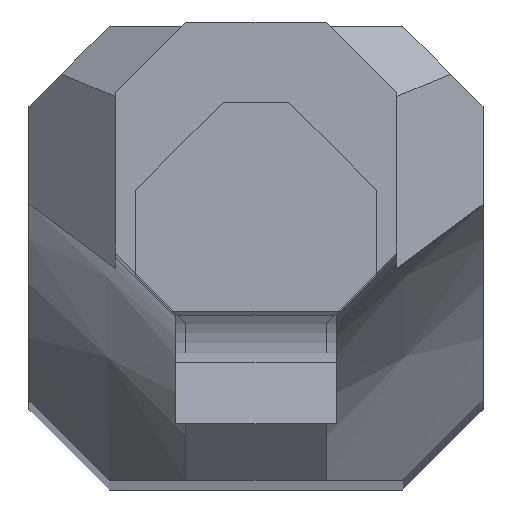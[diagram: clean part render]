
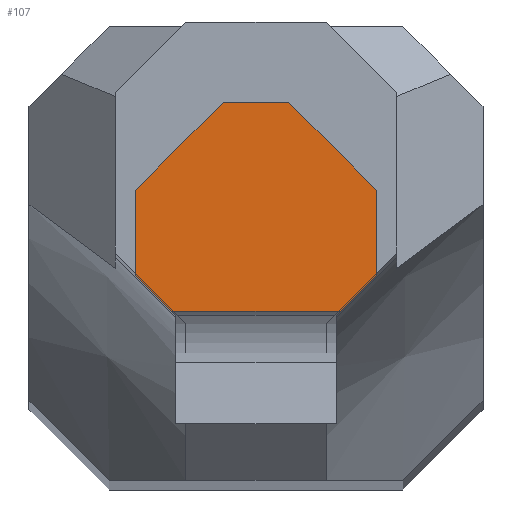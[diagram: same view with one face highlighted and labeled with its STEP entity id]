
A CAD part, top view. The second image highlights one B-rep face of the part: STEP entity #107.
In plain terms, the highlighted planar face has unit normal (0, 0, 1).
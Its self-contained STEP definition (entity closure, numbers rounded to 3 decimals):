
#107=ADVANCED_FACE('',(#210),#158,.T.);
#158=PLANE('',#1064);
#210=FACE_OUTER_BOUND('',#263,.T.);
#263=EDGE_LOOP('',(#505,#506,#507,#508,#509,#510,#511,#512));
#505=ORIENTED_EDGE('',*,*,#763,.T.);
#506=ORIENTED_EDGE('',*,*,#745,.T.);
#507=ORIENTED_EDGE('',*,*,#744,.F.);
#508=ORIENTED_EDGE('',*,*,#764,.T.);
#509=ORIENTED_EDGE('',*,*,#765,.F.);
#510=ORIENTED_EDGE('',*,*,#766,.F.);
#511=ORIENTED_EDGE('',*,*,#754,.F.);
#512=ORIENTED_EDGE('',*,*,#759,.T.);
#621=VERTEX_POINT('',#1552);
#623=VERTEX_POINT('',#1556);
#624=VERTEX_POINT('',#1560);
#629=VERTEX_POINT('',#1575);
#630=VERTEX_POINT('',#1577);
#633=VERTEX_POINT('',#1585);
#635=VERTEX_POINT('',#1595);
#636=VERTEX_POINT('',#1597);
#744=EDGE_CURVE('',#623,#621,#867,.T.);
#745=EDGE_CURVE('',#624,#621,#868,.T.);
#754=EDGE_CURVE('',#629,#630,#875,.T.);
#759=EDGE_CURVE('',#629,#633,#879,.T.);
#763=EDGE_CURVE('',#633,#624,#882,.T.);
#764=EDGE_CURVE('',#623,#635,#883,.T.);
#765=EDGE_CURVE('',#636,#635,#884,.T.);
#766=EDGE_CURVE('',#630,#636,#885,.T.);
#867=LINE('',#1557,#986);
#868=LINE('',#1559,#987);
#875=LINE('',#1576,#994);
#879=LINE('',#1586,#998);
#882=LINE('',#1593,#1001);
#883=LINE('',#1594,#1002);
#884=LINE('',#1596,#1003);
#885=LINE('',#1598,#1004);
#986=VECTOR('',#1257,1.);
#987=VECTOR('',#1260,1.);
#994=VECTOR('',#1275,1.);
#998=VECTOR('',#1283,1.);
#1001=VECTOR('',#1292,1.);
#1002=VECTOR('',#1293,1.);
#1003=VECTOR('',#1294,1.);
#1004=VECTOR('',#1295,1.);
#1064=AXIS2_PLACEMENT_3D('',#1599,#1296,#1297);
#1257=DIRECTION('',(0.,-1.,0.));
#1260=DIRECTION('',(0.707,0.707,0.));
#1275=DIRECTION('',(0.,1.,0.));
#1283=DIRECTION('',(0.707,-0.707,0.));
#1292=DIRECTION('',(1.,0.,0.));
#1293=DIRECTION('',(-0.707,0.707,0.));
#1294=DIRECTION('',(1.,0.,0.));
#1295=DIRECTION('',(0.707,0.707,0.));
#1296=DIRECTION('',(0.,0.,1.));
#1297=DIRECTION('',(-1.,0.,0.));
#1552=CARTESIAN_POINT('',(8.65,4.995,200.1));
#1556=CARTESIAN_POINT('',(8.65,7.113,200.1));
#1557=CARTESIAN_POINT('',(8.65,5.173,200.1));
#1559=CARTESIAN_POINT('',(7.801,4.147,200.1));
#1560=CARTESIAN_POINT('',(7.753,4.098,200.1));
#1575=CARTESIAN_POINT('',(2.65,4.995,200.1));
#1576=CARTESIAN_POINT('',(2.65,5.173,200.1));
#1577=CARTESIAN_POINT('',(2.65,7.113,200.1));
#1585=CARTESIAN_POINT('',(3.547,4.098,200.1));
#1586=CARTESIAN_POINT('',(3.499,4.147,200.1));
#1593=CARTESIAN_POINT('',(0.65,4.098,200.1));
#1594=CARTESIAN_POINT('',(6.465,9.298,200.1));
#1595=CARTESIAN_POINT('',(6.465,9.298,200.1));
#1596=CARTESIAN_POINT('',(5.65,9.298,200.1));
#1597=CARTESIAN_POINT('',(4.835,9.298,200.1));
#1598=CARTESIAN_POINT('',(4.835,9.298,200.1));
#1599=CARTESIAN_POINT('',(5.65,6.298,200.1));
